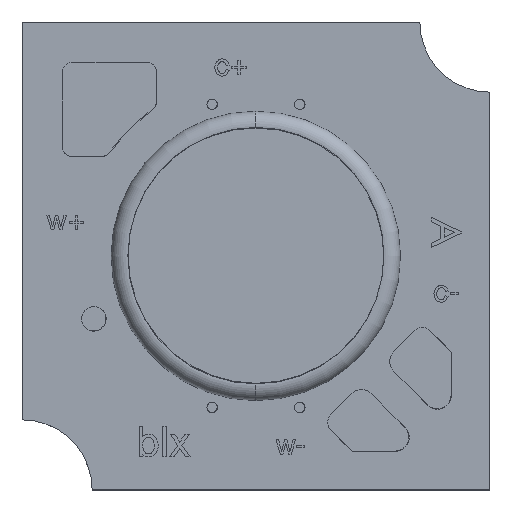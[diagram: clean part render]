
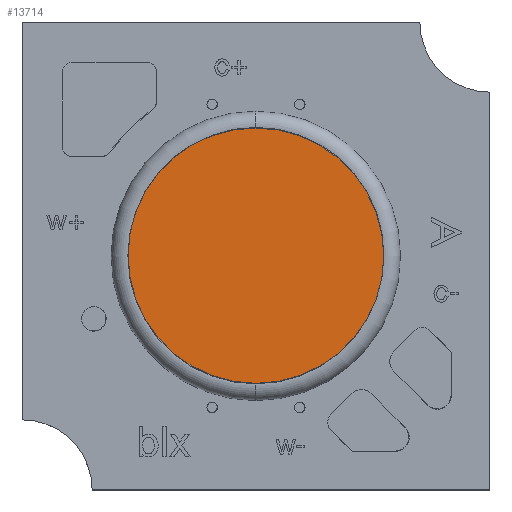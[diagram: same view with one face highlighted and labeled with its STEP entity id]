
A CAD part, top view. The second image highlights one B-rep face of the part: STEP entity #13714.
In plain terms, the highlighted face is planar.
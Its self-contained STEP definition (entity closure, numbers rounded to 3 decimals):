
#605 = CIRCLE ( 'NONE', #9669, 3.65 ) ;
#1580 = CARTESIAN_POINT ( 'NONE',  ( -0.604, 0.768, 0. ) ) ;
#1738 = CIRCLE ( 'NONE', #3308, 3.65 ) ;
#1810 = PLANE ( 'NONE',  #2811 ) ;
#2650 = DIRECTION ( 'NONE',  ( 0., 0., -1. ) ) ;
#2717 = VERTEX_POINT ( 'NONE', #3412 ) ;
#2811 = AXIS2_PLACEMENT_3D ( 'NONE', #13606, #13650, #7232 ) ;
#3070 = VERTEX_POINT ( 'NONE', #6400 ) ;
#3308 = AXIS2_PLACEMENT_3D ( 'NONE', #1580, #9060, #2650 ) ;
#3412 = CARTESIAN_POINT ( 'NONE',  ( -0.604, 0.768, -3.65 ) ) ;
#4037 = DIRECTION ( 'NONE',  ( 0., -1., 0. ) ) ;
#4267 = EDGE_LOOP ( 'NONE', ( #11859, #7556 ) ) ;
#6185 = EDGE_CURVE ( 'NONE', #3070, #2717, #1738, .T. ) ;
#6400 = CARTESIAN_POINT ( 'NONE',  ( -0.604, 0.768, 3.65 ) ) ;
#7232 = DIRECTION ( 'NONE',  ( 0., 0., 1. ) ) ;
#7556 = ORIENTED_EDGE ( 'NONE', *, *, #6185, .F. ) ;
#8574 = FACE_OUTER_BOUND ( 'NONE', #4267, .T. ) ;
#9060 = DIRECTION ( 'NONE',  ( 0., -1., 0. ) ) ;
#9669 = AXIS2_PLACEMENT_3D ( 'NONE', #10461, #4037, #11540 ) ;
#10461 = CARTESIAN_POINT ( 'NONE',  ( -0.604, 0.768, 0. ) ) ;
#11540 = DIRECTION ( 'NONE',  ( 0., 0., -1. ) ) ;
#11859 = ORIENTED_EDGE ( 'NONE', *, *, #12363, .F. ) ;
#12363 = EDGE_CURVE ( 'NONE', #2717, #3070, #605, .T. ) ;
#13606 = CARTESIAN_POINT ( 'NONE',  ( 0., 0.768, 0. ) ) ;
#13650 = DIRECTION ( 'NONE',  ( 0., 1., 0. ) ) ;
#13714 = ADVANCED_FACE ( 'NONE', ( #8574 ), #1810, .T. ) ;
